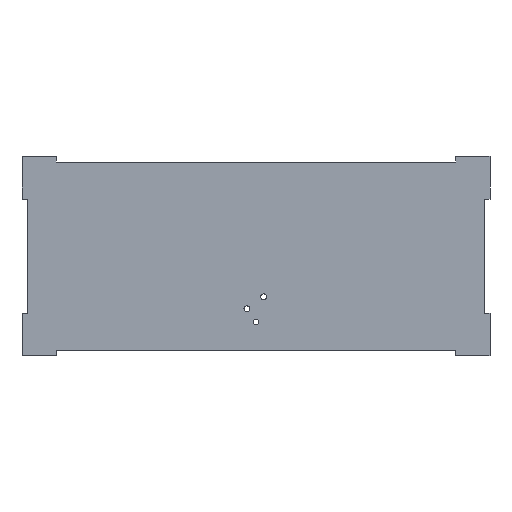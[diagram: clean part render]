
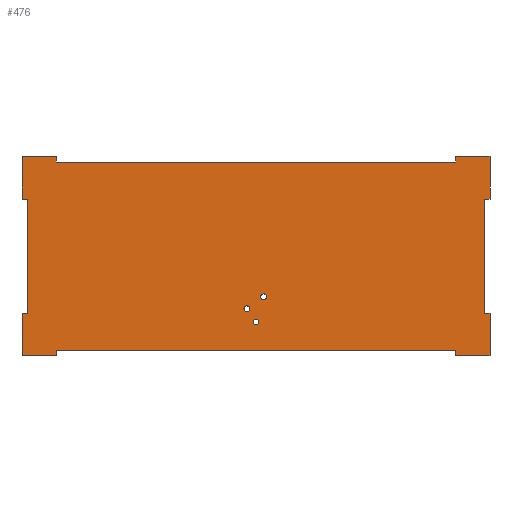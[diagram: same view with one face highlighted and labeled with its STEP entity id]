
A CAD part, front view. The second image highlights one B-rep face of the part: STEP entity #476.
In plain terms, the highlighted planar face has unit normal (0, -1, 0).
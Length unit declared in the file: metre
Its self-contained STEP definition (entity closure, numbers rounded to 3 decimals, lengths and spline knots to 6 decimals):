
#35=LINE('',#719,#95);
#36=LINE('',#722,#96);
#37=LINE('',#724,#97);
#38=LINE('',#726,#98);
#39=LINE('',#728,#99);
#40=LINE('',#730,#100);
#41=LINE('',#732,#101);
#42=LINE('',#734,#102);
#43=LINE('',#736,#103);
#44=LINE('',#738,#104);
#45=LINE('',#740,#105);
#46=LINE('',#742,#106);
#47=LINE('',#744,#107);
#48=LINE('',#746,#108);
#49=LINE('',#748,#109);
#50=LINE('',#750,#110);
#51=LINE('',#752,#111);
#52=LINE('',#754,#112);
#53=LINE('',#756,#113);
#54=LINE('',#758,#114);
#95=VECTOR('',#578,1.);
#96=VECTOR('',#579,1.);
#97=VECTOR('',#580,1.);
#98=VECTOR('',#581,1.);
#99=VECTOR('',#582,1.);
#100=VECTOR('',#583,1.);
#101=VECTOR('',#584,1.);
#102=VECTOR('',#585,1.);
#103=VECTOR('',#586,1.);
#104=VECTOR('',#587,1.);
#105=VECTOR('',#588,1.);
#106=VECTOR('',#589,1.);
#107=VECTOR('',#590,1.);
#108=VECTOR('',#591,1.);
#109=VECTOR('',#592,1.);
#110=VECTOR('',#593,1.);
#111=VECTOR('',#594,1.);
#112=VECTOR('',#595,1.);
#113=VECTOR('',#596,1.);
#114=VECTOR('',#597,1.);
#158=ORIENTED_EDGE('',*,*,#290,.F.);
#159=ORIENTED_EDGE('',*,*,#291,.T.);
#160=ORIENTED_EDGE('',*,*,#292,.F.);
#161=ORIENTED_EDGE('',*,*,#293,.F.);
#162=ORIENTED_EDGE('',*,*,#294,.T.);
#163=ORIENTED_EDGE('',*,*,#295,.F.);
#164=ORIENTED_EDGE('',*,*,#296,.F.);
#165=ORIENTED_EDGE('',*,*,#297,.T.);
#166=ORIENTED_EDGE('',*,*,#298,.F.);
#167=ORIENTED_EDGE('',*,*,#299,.F.);
#168=ORIENTED_EDGE('',*,*,#300,.F.);
#169=ORIENTED_EDGE('',*,*,#301,.T.);
#170=ORIENTED_EDGE('',*,*,#302,.F.);
#171=ORIENTED_EDGE('',*,*,#303,.T.);
#172=ORIENTED_EDGE('',*,*,#304,.T.);
#173=ORIENTED_EDGE('',*,*,#305,.F.);
#174=ORIENTED_EDGE('',*,*,#306,.T.);
#175=ORIENTED_EDGE('',*,*,#307,.T.);
#176=ORIENTED_EDGE('',*,*,#308,.T.);
#177=ORIENTED_EDGE('',*,*,#309,.F.);
#178=ORIENTED_EDGE('',*,*,#310,.F.);
#179=ORIENTED_EDGE('',*,*,#311,.F.);
#180=ORIENTED_EDGE('',*,*,#312,.F.);
#290=EDGE_CURVE('',#356,#357,#35,.T.);
#291=EDGE_CURVE('',#356,#358,#36,.T.);
#292=EDGE_CURVE('',#359,#358,#37,.T.);
#293=EDGE_CURVE('',#360,#359,#38,.T.);
#294=EDGE_CURVE('',#360,#361,#39,.T.);
#295=EDGE_CURVE('',#362,#361,#40,.T.);
#296=EDGE_CURVE('',#363,#362,#41,.T.);
#297=EDGE_CURVE('',#363,#364,#42,.T.);
#298=EDGE_CURVE('',#365,#364,#43,.T.);
#299=EDGE_CURVE('',#366,#365,#44,.T.);
#300=EDGE_CURVE('',#367,#366,#45,.T.);
#301=EDGE_CURVE('',#367,#368,#46,.T.);
#302=EDGE_CURVE('',#369,#368,#47,.T.);
#303=EDGE_CURVE('',#369,#370,#48,.T.);
#304=EDGE_CURVE('',#370,#371,#49,.T.);
#305=EDGE_CURVE('',#372,#371,#50,.T.);
#306=EDGE_CURVE('',#372,#373,#51,.T.);
#307=EDGE_CURVE('',#373,#374,#52,.T.);
#308=EDGE_CURVE('',#374,#375,#53,.T.);
#309=EDGE_CURVE('',#357,#375,#54,.T.);
#310=EDGE_CURVE('',#376,#376,#382,.T.);
#311=EDGE_CURVE('',#377,#377,#383,.T.);
#312=EDGE_CURVE('',#378,#378,#384,.T.);
#356=VERTEX_POINT('',#720);
#357=VERTEX_POINT('',#721);
#358=VERTEX_POINT('',#723);
#359=VERTEX_POINT('',#725);
#360=VERTEX_POINT('',#727);
#361=VERTEX_POINT('',#729);
#362=VERTEX_POINT('',#731);
#363=VERTEX_POINT('',#733);
#364=VERTEX_POINT('',#735);
#365=VERTEX_POINT('',#737);
#366=VERTEX_POINT('',#739);
#367=VERTEX_POINT('',#741);
#368=VERTEX_POINT('',#743);
#369=VERTEX_POINT('',#745);
#370=VERTEX_POINT('',#747);
#371=VERTEX_POINT('',#749);
#372=VERTEX_POINT('',#751);
#373=VERTEX_POINT('',#753);
#374=VERTEX_POINT('',#755);
#375=VERTEX_POINT('',#757);
#376=VERTEX_POINT('',#760);
#377=VERTEX_POINT('',#762);
#378=VERTEX_POINT('',#764);
#382=CIRCLE('',#520,0.00255);
#383=CIRCLE('',#521,0.00255);
#384=CIRCLE('',#522,0.00255);
#389=EDGE_LOOP('',(#158,#159,#160,#161,#162,#163,#164,#165,#166,#167,#168,
#169,#170,#171,#172,#173,#174,#175,#176,#177));
#390=EDGE_LOOP('',(#178));
#391=EDGE_LOOP('',(#179));
#392=EDGE_LOOP('',(#180));
#423=FACE_BOUND('',#389,.T.);
#424=FACE_BOUND('',#390,.T.);
#425=FACE_BOUND('',#391,.T.);
#426=FACE_BOUND('',#392,.T.);
#454=PLANE('',#519);
#476=ADVANCED_FACE('',(#423,#424,#425,#426),#454,.T.);
#519=AXIS2_PLACEMENT_3D('',#718,#576,#577);
#520=AXIS2_PLACEMENT_3D('',#759,#598,#599);
#521=AXIS2_PLACEMENT_3D('',#761,#600,#601);
#522=AXIS2_PLACEMENT_3D('',#763,#602,#603);
#576=DIRECTION('',(0.,-1.,0.));
#577=DIRECTION('',(1.,0.,0.));
#578=DIRECTION('',(-1.,0.,0.));
#579=DIRECTION('',(0.,0.,1.));
#580=DIRECTION('',(1.,0.,0.));
#581=DIRECTION('',(0.,0.,-1.));
#582=DIRECTION('',(1.,0.,0.));
#583=DIRECTION('',(0.,0.,-1.));
#584=DIRECTION('',(1.,0.,0.));
#585=DIRECTION('',(0.,0.,-1.));
#586=DIRECTION('',(1.,0.,0.));
#587=DIRECTION('',(0.,0.,-1.));
#588=DIRECTION('',(1.,0.,0.));
#589=DIRECTION('',(0.,0.,-1.));
#590=DIRECTION('',(-1.,0.,0.));
#591=DIRECTION('',(0.,0.,-1.));
#592=DIRECTION('',(-1.,0.,0.));
#593=DIRECTION('',(0.,0.,1.));
#594=DIRECTION('',(1.,0.,0.));
#595=DIRECTION('',(0.,0.,1.));
#596=DIRECTION('',(1.,0.,0.));
#597=DIRECTION('',(0.,0.,1.));
#598=DIRECTION('',(0.,-1.,0.));
#599=DIRECTION('',(0.,0.,-1.));
#600=DIRECTION('',(0.,-1.,0.));
#601=DIRECTION('',(0.,0.,-1.));
#602=DIRECTION('',(0.,-1.,0.));
#603=DIRECTION('',(0.,0.,-1.));
#718=CARTESIAN_POINT('',(0.,-0.005,0.));
#719=CARTESIAN_POINT('',(0.19,-0.005,-0.087));
#720=CARTESIAN_POINT('',(0.205,-0.005,-0.087));
#721=CARTESIAN_POINT('',(0.175,-0.005,-0.087));
#722=CARTESIAN_POINT('',(0.205,-0.005,-0.06875));
#723=CARTESIAN_POINT('',(0.205,-0.005,-0.05));
#724=CARTESIAN_POINT('',(0.2025,-0.005,-0.05));
#725=CARTESIAN_POINT('',(0.2,-0.005,-0.05));
#726=CARTESIAN_POINT('',(0.2,-0.005,0.));
#727=CARTESIAN_POINT('',(0.2,-0.005,0.05));
#728=CARTESIAN_POINT('',(0.2025,-0.005,0.05));
#729=CARTESIAN_POINT('',(0.205,-0.005,0.05));
#730=CARTESIAN_POINT('',(0.205,-0.005,0.06875));
#731=CARTESIAN_POINT('',(0.205,-0.005,0.0875));
#732=CARTESIAN_POINT('',(0.,-0.005,0.0875));
#733=CARTESIAN_POINT('',(0.175,-0.005,0.0875));
#734=CARTESIAN_POINT('',(0.175,-0.005,0.085));
#735=CARTESIAN_POINT('',(0.175,-0.005,0.0825));
#736=CARTESIAN_POINT('',(0.,-0.005,0.0825));
#737=CARTESIAN_POINT('',(-0.175,-0.005,0.0825));
#738=CARTESIAN_POINT('',(-0.175,-0.005,0.085));
#739=CARTESIAN_POINT('',(-0.175,-0.005,0.0875));
#740=CARTESIAN_POINT('',(0.,-0.005,0.0875));
#741=CARTESIAN_POINT('',(-0.205,-0.005,0.0875));
#742=CARTESIAN_POINT('',(-0.205,-0.005,0.06875));
#743=CARTESIAN_POINT('',(-0.205,-0.005,0.05));
#744=CARTESIAN_POINT('',(-0.2025,-0.005,0.05));
#745=CARTESIAN_POINT('',(-0.2,-0.005,0.05));
#746=CARTESIAN_POINT('',(-0.2,-0.005,0.));
#747=CARTESIAN_POINT('',(-0.2,-0.005,-0.05));
#748=CARTESIAN_POINT('',(-0.2025,-0.005,-0.05));
#749=CARTESIAN_POINT('',(-0.205,-0.005,-0.05));
#750=CARTESIAN_POINT('',(-0.205,-0.005,-0.06875));
#751=CARTESIAN_POINT('',(-0.205,-0.005,-0.087));
#752=CARTESIAN_POINT('',(-0.19,-0.005,-0.087));
#753=CARTESIAN_POINT('',(-0.175,-0.005,-0.087));
#754=CARTESIAN_POINT('',(-0.175,-0.005,-0.085));
#755=CARTESIAN_POINT('',(-0.175,-0.005,-0.0825));
#756=CARTESIAN_POINT('',(0.,-0.005,-0.0825));
#757=CARTESIAN_POINT('',(0.175,-0.005,-0.0825));
#758=CARTESIAN_POINT('',(0.175,-0.005,-0.085));
#759=CARTESIAN_POINT('',(0.006616,-0.005,-0.035472));
#760=CARTESIAN_POINT('',(0.006616,-0.005,-0.038022));
#761=CARTESIAN_POINT('',(-0.007984,-0.005,-0.046));
#762=CARTESIAN_POINT('',(-0.007984,-0.005,-0.04855));
#763=CARTESIAN_POINT('',(0.,-0.005,-0.0575));
#764=CARTESIAN_POINT('',(0.,-0.005,-0.06005));
